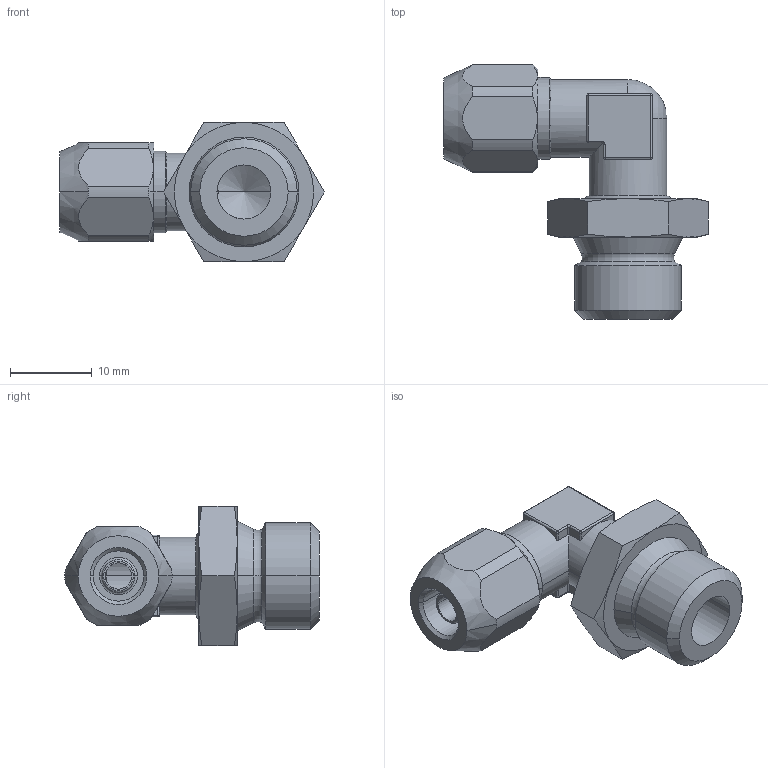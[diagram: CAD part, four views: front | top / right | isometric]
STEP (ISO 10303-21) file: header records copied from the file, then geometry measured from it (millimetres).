
FILE_DESCRIPTION(( 'CX.14.06.14.stp' ), '1');
FILE_NAME( 'CX.14.06.14.stp', '2018-08-24T14:34:42',( 'Sopra'),('sopra-pneumatic.com'), 'SwSTEP 2.0','SolidWorks 2009','' );
FILE_SCHEMA(('CONFIG_CONTROL_DESIGN'));
Length unit declared in the file: millimetre
Products named in the file (1): 361115B_130X4-6-4-1-4F
Bounding box: 32.31 x 31.05 x 17 mm (x, y, z)
Volume: 4080.2 mm3; surface area: 3233.5 mm2
Topology: 1 solids, 1 shells, 128 faces, 297 edges, 173 vertices
Faces by surface type: cylinder 46, plane 33, cone 30, sphere 11, torus 8
Entity records: 3771 total; most frequent: CARTESIAN_POINT 860, DIRECTION 624, ORIENTED_EDGE 588, EDGE_CURVE 294, AXIS2_PLACEMENT_3D 258, VERTEX_POINT 173, EDGE_LOOP 135, CIRCLE 130
